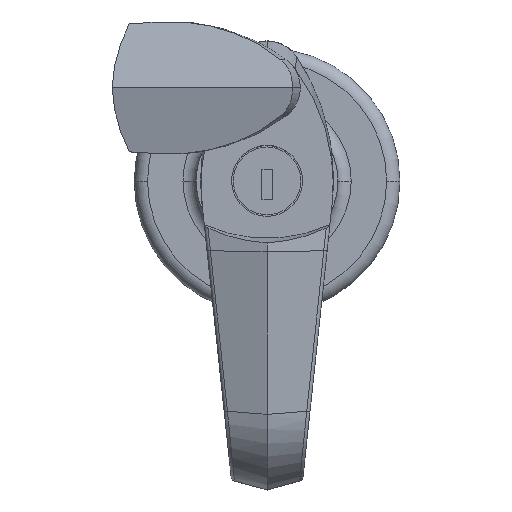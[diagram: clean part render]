
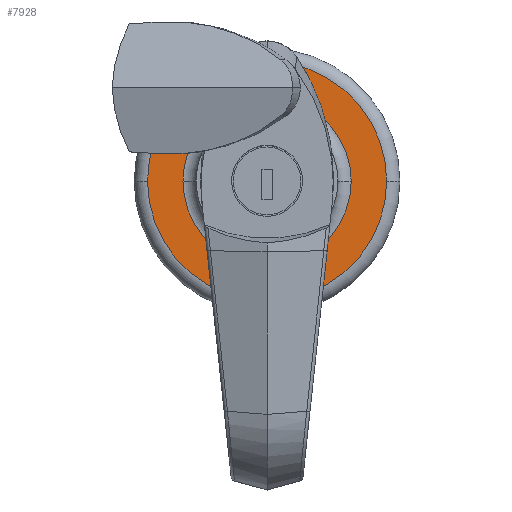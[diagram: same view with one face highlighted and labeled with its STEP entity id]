
A CAD part, top view. The second image highlights one B-rep face of the part: STEP entity #7928.
In plain terms, the highlighted planar face has unit normal (0, 0, 1).
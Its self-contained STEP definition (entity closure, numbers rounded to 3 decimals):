
#754 = CIRCLE ( 'NONE', #13025, 19. ) ;
#779 = FACE_BOUND ( 'NONE', #2429, .T. ) ;
#788 = FACE_OUTER_BOUND ( 'NONE', #2426, .T. ) ;
#1481 = CARTESIAN_POINT ( 'NONE',  ( 0., 0., 5. ) ) ;
#1482 = DIRECTION ( 'NONE',  ( 0., 0., -1. ) ) ;
#1483 = DIRECTION ( 'NONE',  ( -1., 0., 0. ) ) ;
#1542 = CARTESIAN_POINT ( 'NONE',  ( 0., 16., 5. ) ) ;
#1543 = PLANE ( 'NONE',  #13041 ) ;
#1548 = DIRECTION ( 'NONE',  ( 0., 0., -1. ) ) ;
#1549 = DIRECTION ( 'NONE',  ( -1., 0., 0. ) ) ;
#1652 = CARTESIAN_POINT ( 'NONE',  ( 0., 0., 5. ) ) ;
#1653 = DIRECTION ( 'NONE',  ( 0., 0., 1. ) ) ;
#1654 = DIRECTION ( 'NONE',  ( -1., 0., 0. ) ) ;
#1939 = EDGE_CURVE ( 'NONE', #2846, #2844, #8559, .T. ) ;
#1940 = EDGE_CURVE ( 'NONE', #2868, #2837, #8558, .T. ) ;
#1987 = EDGE_CURVE ( 'NONE', #2837, #2868, #8755, .T. ) ;
#2426 = EDGE_LOOP ( 'NONE', ( #8417, #8412 ) ) ;
#2429 = EDGE_LOOP ( 'NONE', ( #8336, #8504 ) ) ;
#2837 = VERTEX_POINT ( 'NONE', #5863 ) ;
#2844 = VERTEX_POINT ( 'NONE', #5870 ) ;
#2846 = VERTEX_POINT ( 'NONE', #5872 ) ;
#2868 = VERTEX_POINT ( 'NONE', #5894 ) ;
#3709 = CARTESIAN_POINT ( 'NONE',  ( 0., 0., 5. ) ) ;
#3710 = DIRECTION ( 'NONE',  ( 0., 0., -1. ) ) ;
#3711 = DIRECTION ( 'NONE',  ( -1., 0., 0. ) ) ;
#3712 = CARTESIAN_POINT ( 'NONE',  ( 0., 0., 5. ) ) ;
#3713 = DIRECTION ( 'NONE',  ( 0., 0., 1. ) ) ;
#3714 = DIRECTION ( 'NONE',  ( -1., 0., 0. ) ) ;
#5863 = CARTESIAN_POINT ( 'NONE',  ( 27., 0., 5. ) ) ;
#5870 = CARTESIAN_POINT ( 'NONE',  ( 19., 0., 5. ) ) ;
#5872 = CARTESIAN_POINT ( 'NONE',  ( -19., 0., 5. ) ) ;
#5894 = CARTESIAN_POINT ( 'NONE',  ( -27., 0., 5. ) ) ;
#7666 = EDGE_CURVE ( 'NONE', #2844, #2846, #754, .T. ) ;
#7928 = ADVANCED_FACE ( 'NONE', ( #779, #788 ), #1543, .F. ) ;
#8336 = ORIENTED_EDGE ( 'NONE', *, *, #1939, .T. ) ;
#8412 = ORIENTED_EDGE ( 'NONE', *, *, #1987, .T. ) ;
#8417 = ORIENTED_EDGE ( 'NONE', *, *, #1940, .T. ) ;
#8504 = ORIENTED_EDGE ( 'NONE', *, *, #7666, .T. ) ;
#8558 = CIRCLE ( 'NONE', #8666, 27. ) ;
#8559 = CIRCLE ( 'NONE', #8665, 19. ) ;
#8665 = AXIS2_PLACEMENT_3D ( 'NONE', #3709, #3710, #3711 ) ;
#8666 = AXIS2_PLACEMENT_3D ( 'NONE', #3712, #3713, #3714 ) ;
#8690 = AXIS2_PLACEMENT_3D ( 'NONE', #1652, #1653, #1654 ) ;
#8755 = CIRCLE ( 'NONE', #8690, 27. ) ;
#13025 = AXIS2_PLACEMENT_3D ( 'NONE', #1481, #1482, #1483 ) ;
#13041 = AXIS2_PLACEMENT_3D ( 'NONE', #1542, #1548, #1549 ) ;
